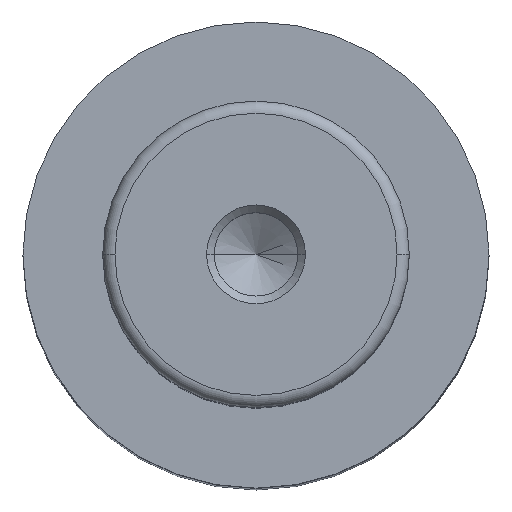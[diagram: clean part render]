
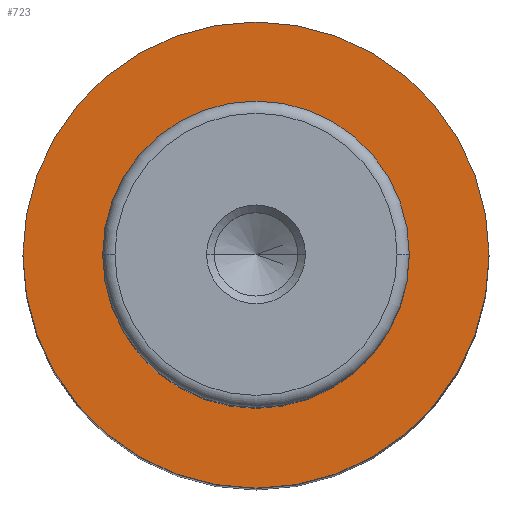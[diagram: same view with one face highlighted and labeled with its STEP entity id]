
A CAD part, top view. The second image highlights one B-rep face of the part: STEP entity #723.
In plain terms, the highlighted planar face has unit normal (0, 0, 1).
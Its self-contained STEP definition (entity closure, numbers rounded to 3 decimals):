
#9 = AXIS2_PLACEMENT_3D ( 'NONE', #1095, #1005, #1204 ) ;
#17 = VERTEX_POINT ( 'NONE', #750 ) ;
#21 = EDGE_CURVE ( 'NONE', #17, #482, #995, .T. ) ;
#58 = CIRCLE ( 'NONE', #971, 19. ) ;
#59 = AXIS2_PLACEMENT_3D ( 'NONE', #231, #509, #1016 ) ;
#98 = DIRECTION ( 'NONE',  ( -1., 0., 0. ) ) ;
#101 = ORIENTED_EDGE ( 'NONE', *, *, #762, .F. ) ;
#121 = ORIENTED_EDGE ( 'NONE', *, *, #21, .T. ) ;
#208 = ORIENTED_EDGE ( 'NONE', *, *, #726, .F. ) ;
#231 = CARTESIAN_POINT ( 'NONE',  ( 0., 0., 86. ) ) ;
#259 = DIRECTION ( 'NONE',  ( -1., 0., 0. ) ) ;
#281 = VERTEX_POINT ( 'NONE', #452 ) ;
#294 = DIRECTION ( 'NONE',  ( 0., 0., -1. ) ) ;
#308 = FACE_BOUND ( 'NONE', #569, .T. ) ;
#339 = VERTEX_POINT ( 'NONE', #985 ) ;
#367 = AXIS2_PLACEMENT_3D ( 'NONE', #377, #294, #98 ) ;
#377 = CARTESIAN_POINT ( 'NONE',  ( 0., 0., 86. ) ) ;
#397 = CARTESIAN_POINT ( 'NONE',  ( 12.5, 0., 86. ) ) ;
#411 = CARTESIAN_POINT ( 'NONE',  ( -12.5, 0., 86. ) ) ;
#452 = CARTESIAN_POINT ( 'NONE',  ( 19., 0., 86. ) ) ;
#482 = VERTEX_POINT ( 'NONE', #397 ) ;
#509 = DIRECTION ( 'NONE',  ( 0., 0., -1. ) ) ;
#512 = PLANE ( 'NONE',  #1152 ) ;
#569 = EDGE_LOOP ( 'NONE', ( #121, #936 ) ) ;
#673 = CIRCLE ( 'NONE', #59, 12.5 ) ;
#701 = DIRECTION ( 'NONE',  ( 1., 0., 0. ) ) ;
#723 = ADVANCED_FACE ( 'NONE', ( #308, #1008 ), #512, .T. ) ;
#726 = EDGE_CURVE ( 'NONE', #339, #281, #58, .T. ) ;
#740 = CARTESIAN_POINT ( 'NONE',  ( 0., 0., 86. ) ) ;
#750 = CARTESIAN_POINT ( 'NONE',  ( -12.5, 0., 86. ) ) ;
#762 = EDGE_CURVE ( 'NONE', #281, #339, #932, .T. ) ;
#932 = CIRCLE ( 'NONE', #9, 19. ) ;
#936 = ORIENTED_EDGE ( 'NONE', *, *, #1155, .T. ) ;
#971 = AXIS2_PLACEMENT_3D ( 'NONE', #740, #1104, #259 ) ;
#985 = CARTESIAN_POINT ( 'NONE',  ( -19., 0., 86. ) ) ;
#993 = DIRECTION ( 'NONE',  ( 0., 0., 1. ) ) ;
#995 = CIRCLE ( 'NONE', #367, 12.5 ) ;
#1005 = DIRECTION ( 'NONE',  ( 0., 0., -1. ) ) ;
#1008 = FACE_OUTER_BOUND ( 'NONE', #1179, .T. ) ;
#1016 = DIRECTION ( 'NONE',  ( -1., 0., 0. ) ) ;
#1095 = CARTESIAN_POINT ( 'NONE',  ( 0., 0., 86. ) ) ;
#1104 = DIRECTION ( 'NONE',  ( 0., 0., -1. ) ) ;
#1152 = AXIS2_PLACEMENT_3D ( 'NONE', #411, #993, #701 ) ;
#1155 = EDGE_CURVE ( 'NONE', #482, #17, #673, .T. ) ;
#1179 = EDGE_LOOP ( 'NONE', ( #208, #101 ) ) ;
#1204 = DIRECTION ( 'NONE',  ( -1., 0., 0. ) ) ;
